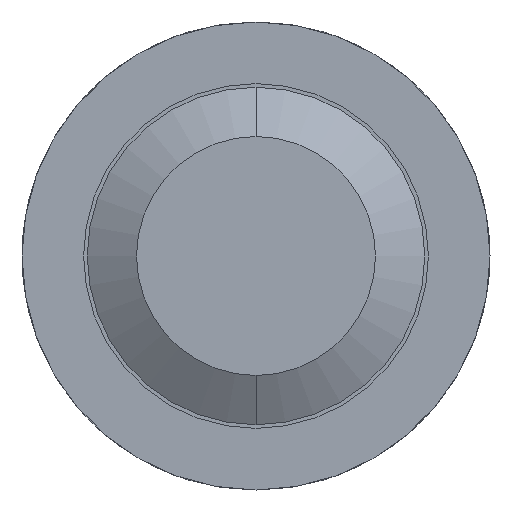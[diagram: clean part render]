
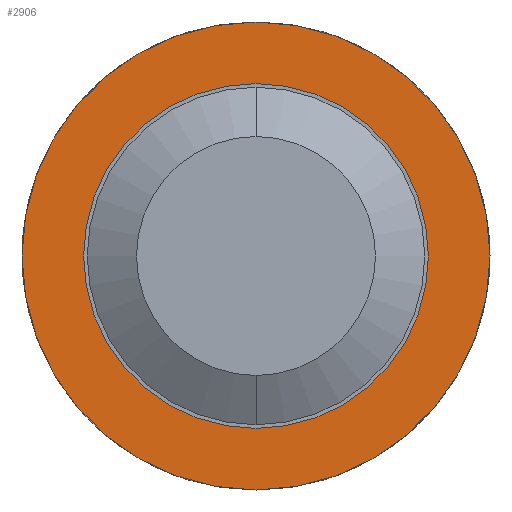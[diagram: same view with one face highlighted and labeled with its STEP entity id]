
A CAD part, front view. The second image highlights one B-rep face of the part: STEP entity #2906.
In plain terms, the highlighted planar face has unit normal (0, -1, 0).
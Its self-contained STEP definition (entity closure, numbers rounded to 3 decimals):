
#13 = AXIS2_PLACEMENT_3D ( 'NONE', #3249, #689, #413 ) ;
#78 = AXIS2_PLACEMENT_3D ( 'NONE', #1277, #320, #902 ) ;
#137 = DIRECTION ( 'NONE',  ( 0., 1., 0. ) ) ;
#320 = DIRECTION ( 'NONE',  ( 0., 1., 0. ) ) ;
#389 = AXIS2_PLACEMENT_3D ( 'NONE', #670, #1812, #2969 ) ;
#413 = DIRECTION ( 'NONE',  ( 0., 0., 1. ) ) ;
#476 = EDGE_CURVE ( 'Defeature ausgef�hrt3_13+Defeature ausgef�hrt3_7+Defeature ausgef�hrt3_7+Defeature ausgef�hrt3_7', #1543, #1130, #3046, .T. ) ;
#612 = CARTESIAN_POINT ( 'NONE',  ( 0., -2.5, -0.95 ) ) ;
#648 = CARTESIAN_POINT ( 'NONE',  ( 0., -2.5, 0.685 ) ) ;
#670 = CARTESIAN_POINT ( 'NONE',  ( 0., -2.5, 0. ) ) ;
#689 = DIRECTION ( 'NONE',  ( 0., 1., 0. ) ) ;
#794 = CIRCLE ( 'NONE', #78, 0.685 ) ;
#858 = DIRECTION ( 'NONE',  ( 0., 0., 1. ) ) ;
#902 = DIRECTION ( 'NONE',  ( 0., 0., 1. ) ) ;
#1130 = VERTEX_POINT ( 'NONE', #648 ) ;
#1152 = CIRCLE ( 'NONE', #389, 0.95 ) ;
#1277 = CARTESIAN_POINT ( 'NONE',  ( 0., -2.5, 0. ) ) ;
#1422 = CARTESIAN_POINT ( 'NONE',  ( 0., -2.5, 0. ) ) ;
#1496 = AXIS2_PLACEMENT_3D ( 'NONE', #2977, #137, #2082 ) ;
#1543 = VERTEX_POINT ( 'NONE', #3063 ) ;
#1554 = CARTESIAN_POINT ( 'NONE',  ( 0., -2.5, 0.95 ) ) ;
#1607 = EDGE_CURVE ( 'Defeature ausgef�hrt3_12+Defeature ausgef�hrt3_13+Defeature ausgef�hrt3_13+Defeature ausgef�hrt3_13', #2914, #1653, #2625, .T. ) ;
#1653 = VERTEX_POINT ( 'NONE', #612 ) ;
#1812 = DIRECTION ( 'NONE',  ( 0., 1., 0. ) ) ;
#1833 = FACE_OUTER_BOUND ( 'NONE', #3272, .T. ) ;
#2082 = DIRECTION ( 'NONE',  ( 0., 0., 1. ) ) ;
#2113 = FACE_BOUND ( 'NONE', #3253, .T. ) ;
#2555 = DIRECTION ( 'NONE',  ( 0., 1., 0. ) ) ;
#2625 = CIRCLE ( 'NONE', #2870, 0.95 ) ;
#2870 = AXIS2_PLACEMENT_3D ( 'NONE', #1422, #2555, #858 ) ;
#2902 = EDGE_CURVE ( 'Defeature ausgef�hrt3_12+Defeature ausgef�hrt3_13+Defeature ausgef�hrt3_13+Defeature ausgef�hrt3_13', #1653, #2914, #1152, .T. ) ;
#2906 = ADVANCED_FACE ( 'Defeature ausgef�hrt3_13', ( #1833, #2113 ), #3549, .F. ) ;
#2914 = VERTEX_POINT ( 'NONE', #1554 ) ;
#2969 = DIRECTION ( 'NONE',  ( 0., 0., 1. ) ) ;
#2977 = CARTESIAN_POINT ( 'NONE',  ( 0., -2.5, 0. ) ) ;
#3036 = ORIENTED_EDGE ( 'NONE', *, *, #3470, .T. ) ;
#3046 = CIRCLE ( 'NONE', #1496, 0.685 ) ;
#3063 = CARTESIAN_POINT ( 'NONE',  ( 0., -2.5, -0.685 ) ) ;
#3192 = ORIENTED_EDGE ( 'NONE', *, *, #476, .T. ) ;
#3249 = CARTESIAN_POINT ( 'NONE',  ( 0.95, -2.5, 0. ) ) ;
#3253 = EDGE_LOOP ( 'NONE', ( #3036, #3192 ) ) ;
#3272 = EDGE_LOOP ( 'NONE', ( #3292, #3668 ) ) ;
#3292 = ORIENTED_EDGE ( 'NONE', *, *, #1607, .F. ) ;
#3470 = EDGE_CURVE ( 'Defeature ausgef�hrt3_13+Defeature ausgef�hrt3_7+Defeature ausgef�hrt3_7+Defeature ausgef�hrt3_7', #1130, #1543, #794, .T. ) ;
#3549 = PLANE ( 'NONE',  #13 ) ;
#3668 = ORIENTED_EDGE ( 'NONE', *, *, #2902, .F. ) ;
